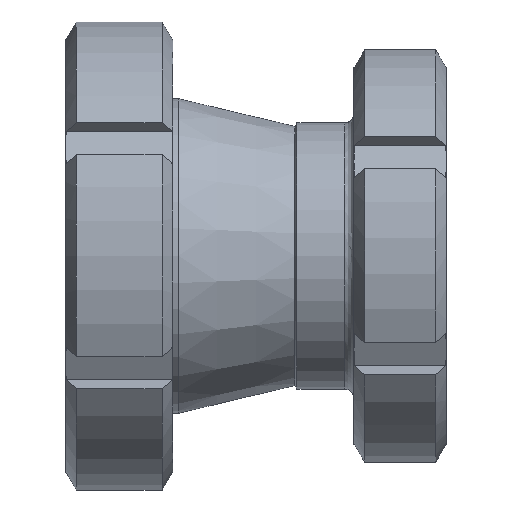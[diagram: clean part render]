
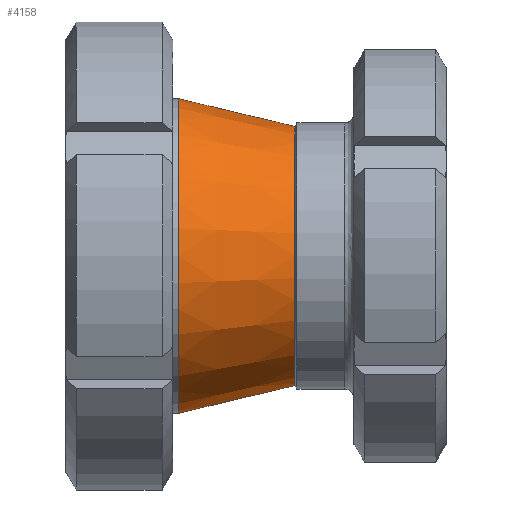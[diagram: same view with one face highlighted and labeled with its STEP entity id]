
A CAD part, top view. The second image highlights one B-rep face of the part: STEP entity #4158.
In plain terms, the highlighted conical face has half-angle 13.392 degrees and reference radius 38.806 mm.
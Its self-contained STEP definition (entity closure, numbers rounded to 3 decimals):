
#4124=CARTESIAN_POINT('',(-31.5,42.556,0.0));
#4125=VERTEX_POINT('',#4124);
#4126=CARTESIAN_POINT('',(-31.5,0.0,0.0));
#4127=DIRECTION('',(1.0,0.0,0.0));
#4128=DIRECTION('',(0.0,1.0,0.0));
#4129=AXIS2_PLACEMENT_3D('',#4126,#4127,#4128);
#4130=CIRCLE('',#4129,42.556);
#4131=EDGE_CURVE('',#4125,#4125,#4130,.T.);
#4139=CARTESIAN_POINT('',(-15.75,0.0,0.0));
#4140=DIRECTION('',(-1.0,0.0,0.0));
#4141=DIRECTION('',(0.0,1.0,0.0));
#4142=AXIS2_PLACEMENT_3D('',#4139,#4140,#4141);
#4143=CONICAL_SURFACE('',#4142,38.806,13.392);
#4144=CARTESIAN_POINT('',(0.,35.056,0.0));
#4145=VERTEX_POINT('',#4144);
#4146=CARTESIAN_POINT('',(0.,0.0,0.0));
#4147=DIRECTION('',(1.0,0.0,0.0));
#4148=DIRECTION('',(0.0,1.0,0.0));
#4149=AXIS2_PLACEMENT_3D('',#4146,#4147,#4148);
#4150=CIRCLE('',#4149,35.056);
#4151=EDGE_CURVE('',#4145,#4145,#4150,.T.);
#4152=ORIENTED_EDGE('',*,*,#4151,.F.);
#4153=EDGE_LOOP('',(#4152));
#4154=FACE_OUTER_BOUND('',#4153,.T.);
#4155=ORIENTED_EDGE('',*,*,#4131,.T.);
#4156=EDGE_LOOP('',(#4155));
#4157=FACE_BOUND('',#4156,.T.);
#4158=ADVANCED_FACE('',(#4154,#4157),#4143,.T.);
